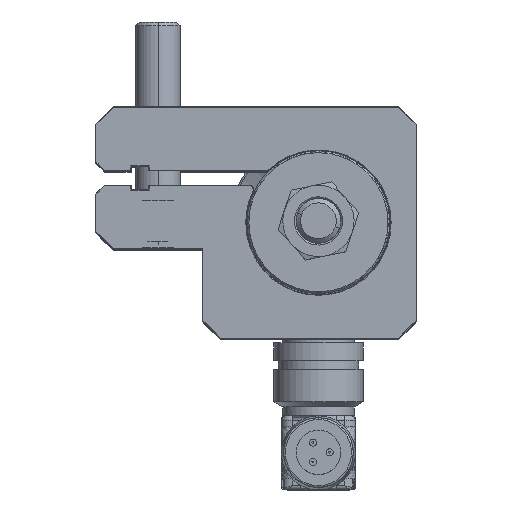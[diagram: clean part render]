
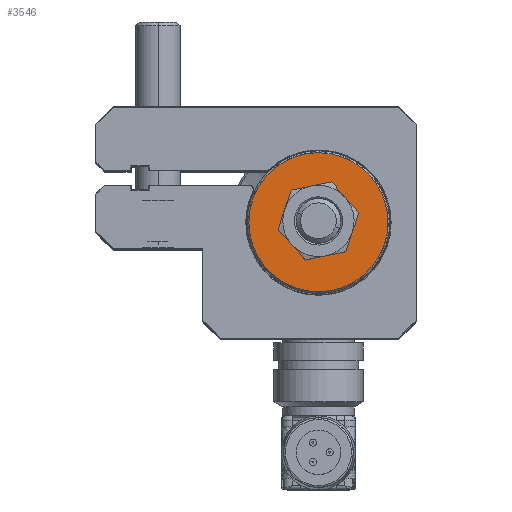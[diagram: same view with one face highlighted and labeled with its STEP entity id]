
A CAD part, top view. The second image highlights one B-rep face of the part: STEP entity #3546.
In plain terms, the highlighted planar face has unit normal (0, 0, 1).
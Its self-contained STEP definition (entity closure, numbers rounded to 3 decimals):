
#1453 = ORIENTED_EDGE ( 'NONE', *, *, #3542, .T. ) ;
#1457 = ORIENTED_EDGE ( 'NONE', *, *, #3073, .T. ) ;
#1515 = EDGE_LOOP ( 'NONE', ( #1457, #3533 ) ) ;
#1518 = ORIENTED_EDGE ( 'NONE', *, *, #3515, .T. ) ;
#3073 = EDGE_CURVE ( 'NONE', #3394, #3393, #12999, .T. ) ;
#3393 = VERTEX_POINT ( 'NONE', #13389 ) ;
#3394 = VERTEX_POINT ( 'NONE', #12650 ) ;
#3452 = EDGE_CURVE ( 'NONE', #3393, #3394, #14652, .T. ) ;
#3501 = EDGE_LOOP ( 'NONE', ( #1453, #1518 ) ) ;
#3504 = VERTEX_POINT ( 'NONE', #14992 ) ;
#3515 = EDGE_CURVE ( 'NONE', #3516, #3504, #15023, .T. ) ;
#3516 = VERTEX_POINT ( 'NONE', #15028 ) ;
#3533 = ORIENTED_EDGE ( 'NONE', *, *, #3452, .T. ) ;
#3542 = EDGE_CURVE ( 'NONE', #3504, #3516, #15127, .T. ) ;
#3546 = ADVANCED_FACE ( 'NONE', ( #15122, #15077 ), #15125, .T. ) ;
#12650 = CARTESIAN_POINT ( 'NONE',  ( -6.012, 4.97, 1. ) ) ;
#12988 = DIRECTION ( 'NONE',  ( 0.771, -0.637, 0. ) ) ;
#12996 = DIRECTION ( 'NONE',  ( 0., 0., 1. ) ) ;
#12997 = CARTESIAN_POINT ( 'NONE',  ( 0., 0., 1. ) ) ;
#12998 = AXIS2_PLACEMENT_3D ( 'NONE', #12997, #12996, #12988 ) ;
#12999 = CIRCLE ( 'NONE', #12998, 7.8 ) ;
#13389 = CARTESIAN_POINT ( 'NONE',  ( 6.012, -4.97, 1. ) ) ;
#14599 = AXIS2_PLACEMENT_3D ( 'NONE', #14646, #14643, #14642 ) ;
#14642 = DIRECTION ( 'NONE',  ( 0.771, -0.637, 0. ) ) ;
#14643 = DIRECTION ( 'NONE',  ( 0., 0., 1. ) ) ;
#14646 = CARTESIAN_POINT ( 'NONE',  ( 0., 0., 1. ) ) ;
#14652 = CIRCLE ( 'NONE', #14599, 7.8 ) ;
#14992 = CARTESIAN_POINT ( 'NONE',  ( 2.119, -1.752, 1. ) ) ;
#15013 = DIRECTION ( 'NONE',  ( 0.771, -0.637, 0. ) ) ;
#15014 = DIRECTION ( 'NONE',  ( 0., 0., -1. ) ) ;
#15015 = CARTESIAN_POINT ( 'NONE',  ( 0., 0., 1. ) ) ;
#15016 = AXIS2_PLACEMENT_3D ( 'NONE', #15015, #15014, #15013 ) ;
#15023 = CIRCLE ( 'NONE', #15016, 2.75 ) ;
#15028 = CARTESIAN_POINT ( 'NONE',  ( -2.119, 1.752, 1. ) ) ;
#15072 = CARTESIAN_POINT ( 'NONE',  ( 0., 0., 1. ) ) ;
#15077 = FACE_BOUND ( 'NONE', #3501, .T. ) ;
#15110 = AXIS2_PLACEMENT_3D ( 'NONE', #15113, #15126, #15969 ) ;
#15113 = CARTESIAN_POINT ( 'NONE',  ( 0., 0., 1. ) ) ;
#15122 = FACE_OUTER_BOUND ( 'NONE', #1515, .T. ) ;
#15124 = DIRECTION ( 'NONE',  ( 0.771, -0.637, 0. ) ) ;
#15125 = PLANE ( 'NONE',  #15110 ) ;
#15126 = DIRECTION ( 'NONE',  ( 0., 0., 1. ) ) ;
#15127 = CIRCLE ( 'NONE', #15134, 2.75 ) ;
#15133 = DIRECTION ( 'NONE',  ( 0., 0., -1. ) ) ;
#15134 = AXIS2_PLACEMENT_3D ( 'NONE', #15072, #15133, #15124 ) ;
#15969 = DIRECTION ( 'NONE',  ( 0.771, -0.637, 0. ) ) ;
